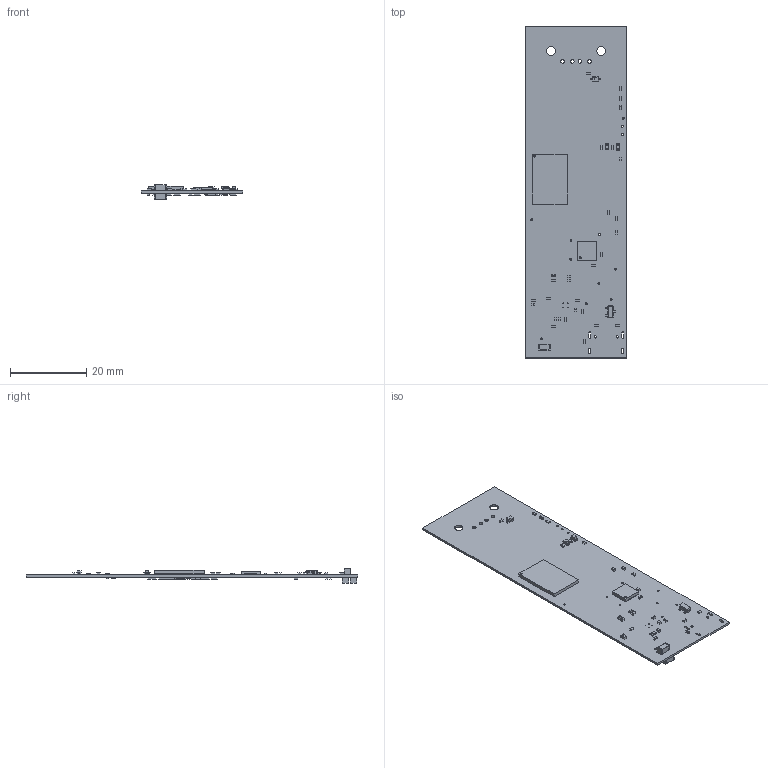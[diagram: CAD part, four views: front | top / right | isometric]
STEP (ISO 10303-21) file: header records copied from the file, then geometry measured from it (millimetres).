
FILE_DESCRIPTION(('KiCad electronic assembly'),'2;1');
FILE_NAME('kryptokrona-mini-miner.step','2024-04-14T19:06:31',('Pcbnew') ,('Kicad'),'Open CASCADE STEP processor 7.7','KiCad to STEP converter' ,'Unknown');
FILE_SCHEMA(('AUTOMOTIVE_DESIGN { 1 0 10303 214 1 1 1 1 }'));
Length unit declared in the file: millimetre
Products named in the file (18): kryptokrona-mini-miner 1; C_0402_1005Metric; R_0402_1005Metric; LED_0603_1608Metric; C_1206_3216Metric; BGA-96_9.0x13.0mm_Layout2x3x16_P0.8mm; BGA_96_90x130mm_Layout2x3x16_P08mm; D_SOD-323; D_SOD_323; QFN-28-1EP_5x5mm_P0.5mm_EP3.35x3.35mm; QFN-28-1EP_5x5mm_Pitch0.5mm; SOT-23; SOT_23; kryptokrona-mini-miner PCB
Assembly tree (99 placements, depth 3):
  kryptokrona-mini-miner 1
    C_0402_1005Metric  x57
      C_0402_1005Metric
    R_0402_1005Metric  x24
      R_0402_1005Metric
    LED_0603_1608Metric  x2
      LED_0603_1608Metric
    C_1206_3216Metric  x3
      C_1206_3216Metric
    BGA-96_9.0x13.0mm_Layout2x3x16_P0.8mm
      BGA_96_90x130mm_Layout2x3x16_P08mm
    D_SOD-323
      D_SOD_323
    QFN-28-1EP_5x5mm_P0.5mm_EP3.35x3.35mm
      QFN-28-1EP_5x5mm_Pitch0.5mm
    SOT-23
      SOT_23
    kryptokrona-mini-miner PCB
Bounding box: 26.5 x 86.94 x 3.85 mm (x, y, z)
Volume: 1437.1 mm3; surface area: 5398.1 mm2
Topology: 91 solids, 91 shells, 2887 faces, 7547 edges, 4968 vertices
Faces by surface type: plane 1792, cylinder 1002, bspline 53, sphere 40
Full cylindrical faces by diameter (mm): 0.2 x4, 0.4 x1, 0.5 x13, 0.6 x2, 0.95 x4, 2.3 x2
Entity records: 46184 total; most frequent: CARTESIAN_POINT 9425, DIRECTION 5997, LINE 3955, VECTOR 3955, ORIENTED_EDGE 3268, PCURVE 3268, DEFINITIONAL_REPRESENTATION 3268, EDGE_CURVE 1634
